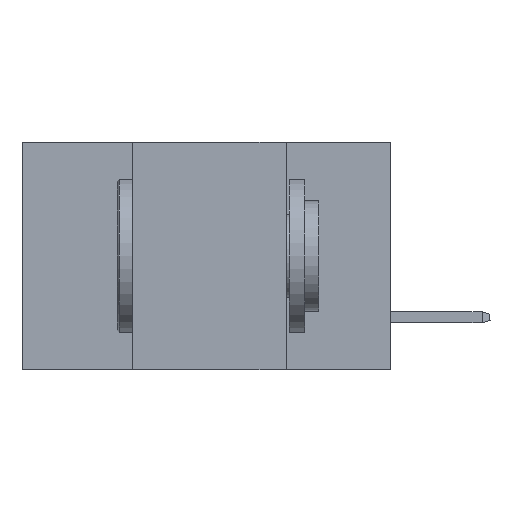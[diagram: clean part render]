
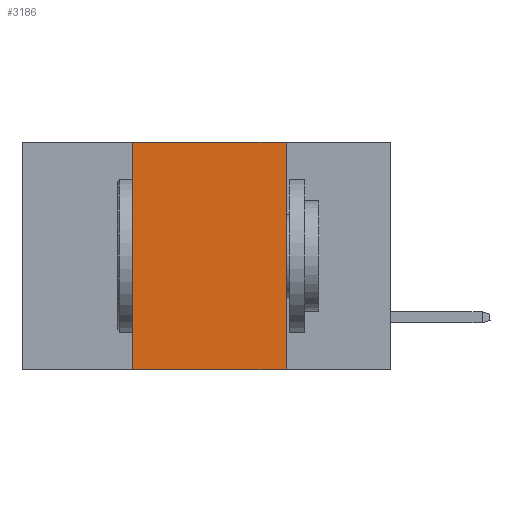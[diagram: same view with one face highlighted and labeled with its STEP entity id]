
A CAD part, left-side view. The second image highlights one B-rep face of the part: STEP entity #3186.
In plain terms, the highlighted planar face has unit normal (-1, 0, 0).
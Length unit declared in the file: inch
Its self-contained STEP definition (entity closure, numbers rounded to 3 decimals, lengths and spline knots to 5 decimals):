
#284 = ORIENTED_EDGE ( 'NONE', *, *, #9961, .T. ) ;
#339 = VERTEX_POINT ( 'NONE', #7668 ) ;
#844 = DIRECTION ( 'NONE',  ( 1., 0., 0. ) ) ;
#1371 = VERTEX_POINT ( 'NONE', #11630 ) ;
#1661 = ORIENTED_EDGE ( 'NONE', *, *, #6040, .F. ) ;
#1850 = EDGE_CURVE ( 'NONE', #339, #4511, #6313, .T. ) ;
#2864 = CARTESIAN_POINT ( 'NONE',  ( 0., 0.17, 0. ) ) ;
#2915 = PLANE ( 'NONE',  #5348 ) ;
#3186 = ADVANCED_FACE ( 'NONE', ( #6893 ), #2915, .F. ) ;
#3197 = VECTOR ( 'NONE', #7726, 39.37008 ) ;
#3635 = EDGE_LOOP ( 'NONE', ( #9567, #4445, #1661, #284 ) ) ;
#3858 = DIRECTION ( 'NONE',  ( 0., 0., -1. ) ) ;
#4149 = CARTESIAN_POINT ( 'NONE',  ( 0., 0.17, -0.37 ) ) ;
#4445 = ORIENTED_EDGE ( 'NONE', *, *, #1850, .F. ) ;
#4511 = VERTEX_POINT ( 'NONE', #13028 ) ;
#4641 = VECTOR ( 'NONE', #3858, 39.37008 ) ;
#5348 = AXIS2_PLACEMENT_3D ( 'NONE', #11113, #844, #8031 ) ;
#6040 = EDGE_CURVE ( 'NONE', #1371, #339, #10864, .T. ) ;
#6313 = LINE ( 'NONE', #10909, #3197 ) ;
#6435 = EDGE_CURVE ( 'NONE', #4511, #8128, #10758, .T. ) ;
#6893 = FACE_OUTER_BOUND ( 'NONE', #3635, .T. ) ;
#7284 = VECTOR ( 'NONE', #10893, 39.37008 ) ;
#7668 = CARTESIAN_POINT ( 'NONE',  ( 0., 0.42, 0. ) ) ;
#7726 = DIRECTION ( 'NONE',  ( 0., -1., 0. ) ) ;
#8031 = DIRECTION ( 'NONE',  ( 0., 0., -1. ) ) ;
#8128 = VERTEX_POINT ( 'NONE', #4149 ) ;
#8450 = VECTOR ( 'NONE', #10743, 39.37008 ) ;
#8723 = LINE ( 'NONE', #11847, #7284 ) ;
#9567 = ORIENTED_EDGE ( 'NONE', *, *, #6435, .F. ) ;
#9961 = EDGE_CURVE ( 'NONE', #1371, #8128, #8723, .T. ) ;
#10743 = DIRECTION ( 'NONE',  ( 0., 0., 1. ) ) ;
#10758 = LINE ( 'NONE', #2864, #4641 ) ;
#10791 = CARTESIAN_POINT ( 'NONE',  ( 0., 0.42, 0. ) ) ;
#10864 = LINE ( 'NONE', #10791, #8450 ) ;
#10893 = DIRECTION ( 'NONE',  ( 0., -1., 0. ) ) ;
#10909 = CARTESIAN_POINT ( 'NONE',  ( 0., 0.6, 0. ) ) ;
#11113 = CARTESIAN_POINT ( 'NONE',  ( 0., 0.6, 0. ) ) ;
#11630 = CARTESIAN_POINT ( 'NONE',  ( 0., 0.42, -0.37 ) ) ;
#11847 = CARTESIAN_POINT ( 'NONE',  ( 0., 0.6, -0.37 ) ) ;
#13028 = CARTESIAN_POINT ( 'NONE',  ( 0., 0.17, 0. ) ) ;
